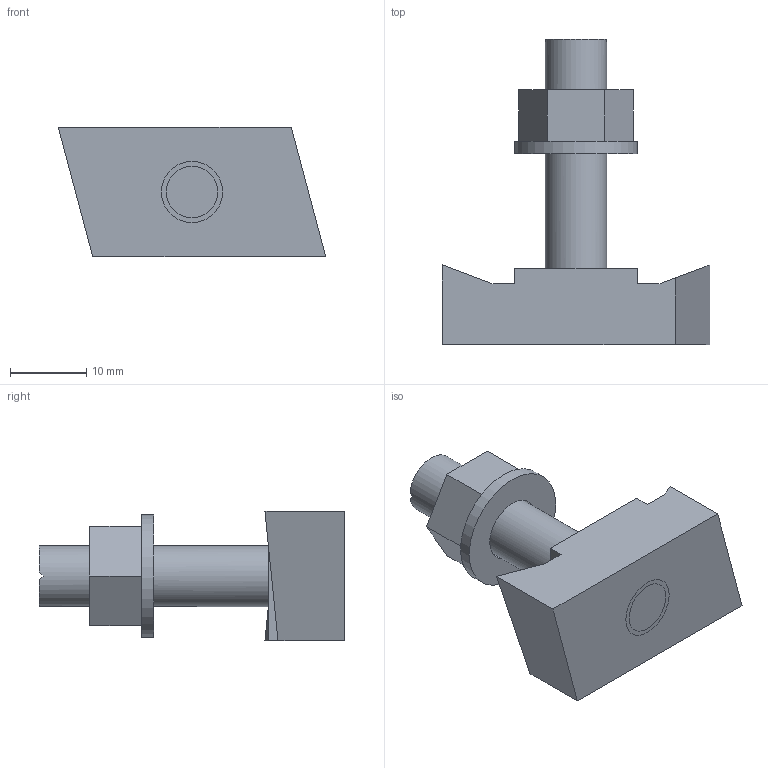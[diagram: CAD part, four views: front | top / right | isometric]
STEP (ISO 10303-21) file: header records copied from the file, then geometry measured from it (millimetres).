
FILE_DESCRIPTION (( 'STEP AP214' ), '1' );
FILE_NAME ('1148150.stp', '2022-02-10T10:28:22', ( '' ), ( '' ), 'SwSTEP 2.0', 'SolidWorks 2020', '' );
FILE_SCHEMA (( 'AUTOMOTIVE_DESIGN' ));
Length unit declared in the file: millimetre
Products named in the file (4): 018945_Washer ISO 7089 - 8; 106501_M8x30; 1148150; 018944_Hexagon Nut ISO - 4032 - M8 - D - N
Assembly tree (3 placements, depth 2):
  1148150
    106501_M8x30
    018944_Hexagon Nut ISO - 4032 - M8 - D - N
    018945_Washer ISO 7089 - 8
Bounding box: 35 x 40 x 17 mm (x, y, z)
Volume: 7445 mm3; surface area: 4357 mm2
Topology: 4 solids, 4 shells, 32 faces, 72 edges, 48 vertices
Faces by surface type: plane 27, cylinder 5
Full cylindrical faces by diameter (mm): 6.8 x2, 8 x1, 8.4 x1, 16 x1
Entity records: 1083 total; most frequent: CARTESIAN_POINT 163, DIRECTION 149, ORIENTED_EDGE 132, EDGE_CURVE 66, LINE 51, VECTOR 51, AXIS2_PLACEMENT_3D 49, VERTEX_POINT 47
